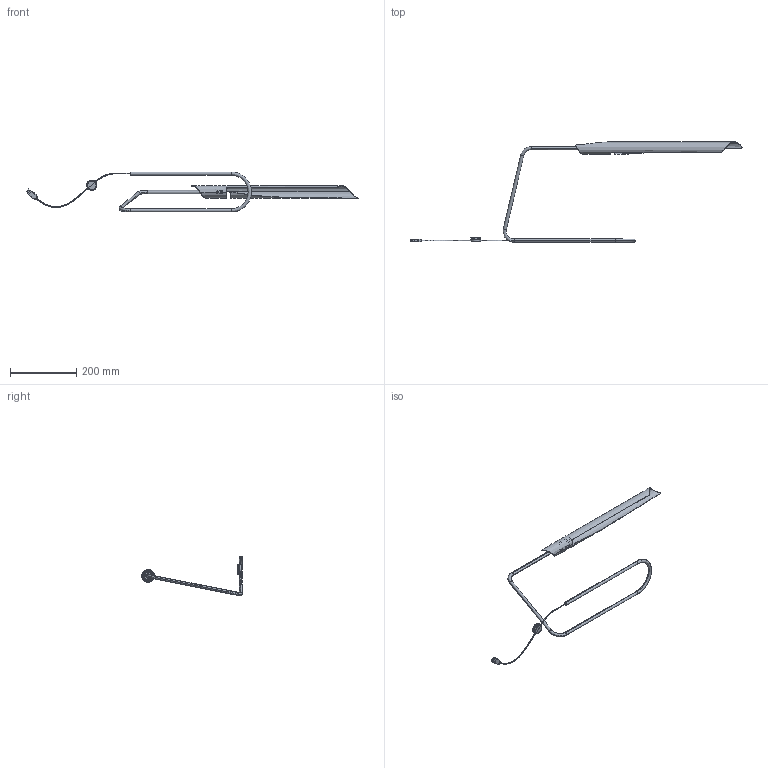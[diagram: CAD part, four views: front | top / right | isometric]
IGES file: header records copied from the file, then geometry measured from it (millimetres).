
Start section: SolidWorks IGES file using analytic representation for surfaces
Global section: file name: BODTL - Boden - Table Lamp.IGS; native system: SolidWorks 2021; preprocessor: SolidWorks 2021; author: dum; date: 220509.180626; units: millimetre
Bounding box: 1002.67 x 303.21 x 120.65 mm (x, y, z)
Surface area: 168028.2 mm2 (no closed solid volume)
Topology: 0 solids, 0 shells, 904 faces, 10595 edges, 10583 vertices
Faces by surface type: revolution 498, bspline 406
